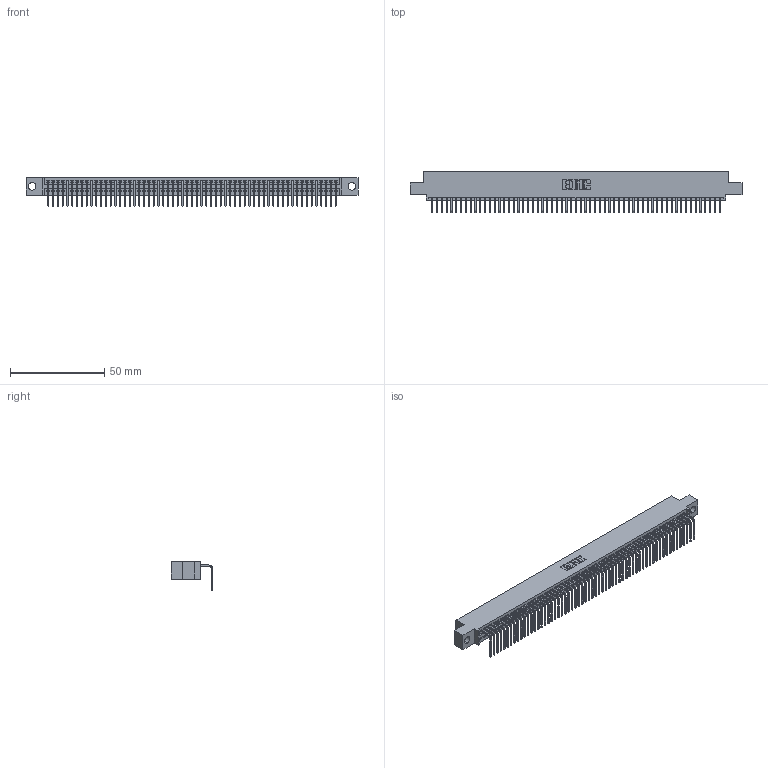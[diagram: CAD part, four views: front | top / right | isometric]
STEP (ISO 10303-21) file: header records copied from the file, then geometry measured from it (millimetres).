
FILE_DESCRIPTION (( 'STEP AP203' ), '1' );
FILE_NAME ('395-061-558-404.STEP', '2018-11-23T23:09:37', ( '' ), ( '' ), 'SwSTEP 2.0', 'SolidWorks 2016', '' );
FILE_SCHEMA (( 'CONFIG_CONTROL_DESIGN' ));
Length unit declared in the file: inch
Products named in the file (3): 345-292-001_558 Tail - 2; 395-061-558-404; 345 Part_0.110 Offset - 0.156 Dia-TH
Assembly tree (62 placements, depth 2):
  395-061-558-404
    345 Part_0.110 Offset - 0.156 Dia-TH
    345-292-001_558 Tail - 2  x61
Bounding box: 176.15 x 21.83 x 15.37 mm (x, y, z)
Volume: 16928.5 mm3; surface area: 23839.5 mm2
Topology: 62 solids, 62 shells, 3790 faces, 11455 edges, 7554 vertices
Faces by surface type: plane 2646, cylinder 1144
Entity records: 43571 total; most frequent: CARTESIAN_POINT 7555, ORIENTED_EDGE 7550, DIRECTION 6569, EDGE_CURVE 3775, LINE 3399, VECTOR 3399, VERTEX_POINT 2514, AXIS2_PLACEMENT_3D 1585
